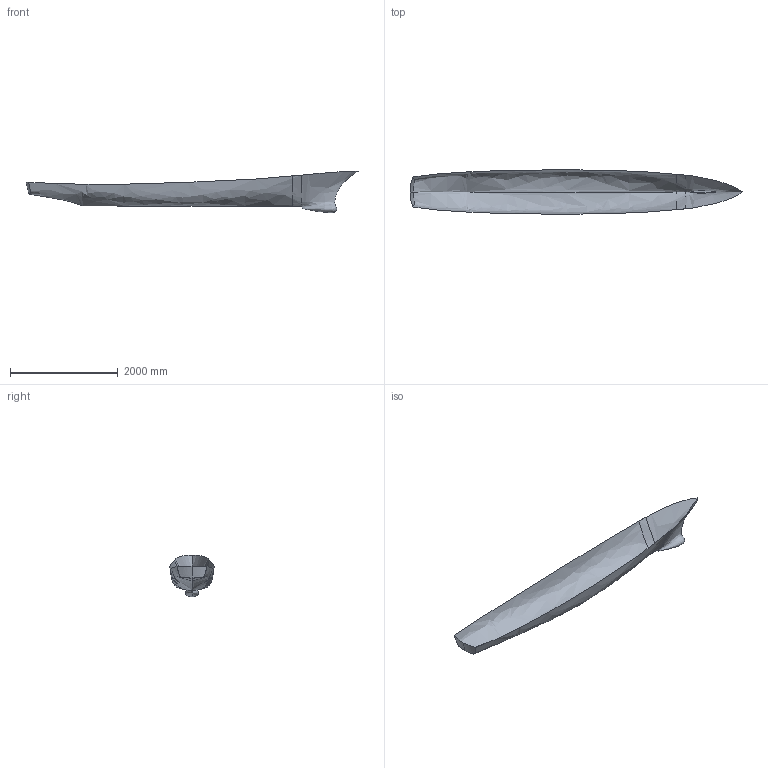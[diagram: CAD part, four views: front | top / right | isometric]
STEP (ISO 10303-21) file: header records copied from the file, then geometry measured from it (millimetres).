
FILE_DESCRIPTION(/* description */ (''),/* implementation_level */ '2;1');
FILE_NAME(/* name */ '3',/* time_stamp */ '2017-01-10T16:16:18+02:00',/* author */ (''),/* organization */ (''),/* preprocessor_version */ 'ST-DEVELOPER v10',/* originating_system */ '',/* authorisation */ '');
FILE_SCHEMA (('AUTOMOTIVE_DESIGN_CC2'));
Length unit declared in the file: metre
Products named in the file (1): 1
Bounding box: 6171.16 x 827.23 x 773.24 mm (x, y, z)
Surface area: 8077266.6 mm2 (no closed solid volume)
Topology: 0 solids, 6 shells, 6 faces, 24 edges, 22 vertices
Faces by surface type: bspline 6
Entity records: 1451 total; most frequent: CARTESIAN_POINT 1287, ORIENTED_EDGE 22, EDGE_CURVE 22, VERTEX_POINT 22, COLOUR_RGB 6, FILL_AREA_STYLE_COLOUR 6, FILL_AREA_STYLE 6, SURFACE_STYLE_FILL_AREA 6
